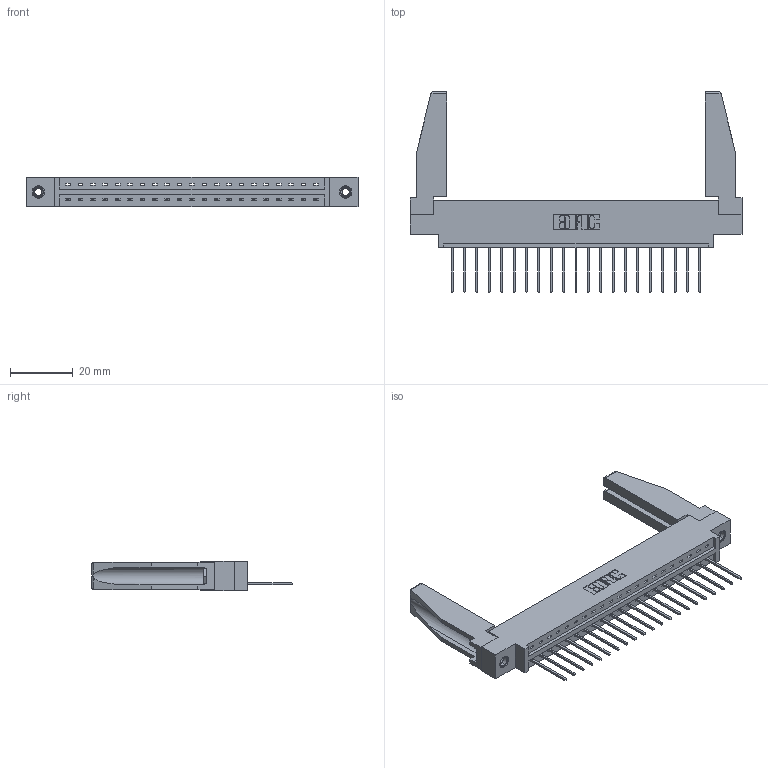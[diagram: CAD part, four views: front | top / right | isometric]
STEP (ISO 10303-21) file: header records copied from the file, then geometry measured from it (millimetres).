
FILE_DESCRIPTION (( 'STEP AP203' ), '1' );
FILE_NAME ('337-021-540-678.STEP', '2019-09-29T00:41:29', ( '' ), ( '' ), 'SwSTEP 2.0', 'SolidWorks 2016', '' );
FILE_SCHEMA (( 'CONFIG_CONTROL_DESIGN' ));
Length unit declared in the file: inch
Products named in the file (5): 345-292-001_345-293-140; 345-250-001_345-250-001-102; 307-220-078; 337-021-540-678; 337 Part_0.170 Offset - 0.156 Dia-TI
Assembly tree (26 placements, depth 2):
  337-021-540-678
    337 Part_0.170 Offset - 0.156 Dia-TI
    345-292-001_345-293-140  x21
    345-250-001_345-250-001-102  x2
    307-220-078  x2
Bounding box: 106.22 x 64.27 x 9.4 mm (x, y, z)
Volume: 14681.5 mm3; surface area: 15072.5 mm2
Topology: 26 solids, 26 shells, 1550 faces, 4601 edges, 3030 vertices
Faces by surface type: plane 1124, cylinder 410, cone 12, torus 4
Entity records: 20916 total; most frequent: CARTESIAN_POINT 3635, ORIENTED_EDGE 3548, DIRECTION 3112, EDGE_CURVE 1774, LINE 1608, VECTOR 1608, VERTEX_POINT 1176, AXIS2_PLACEMENT_3D 752
